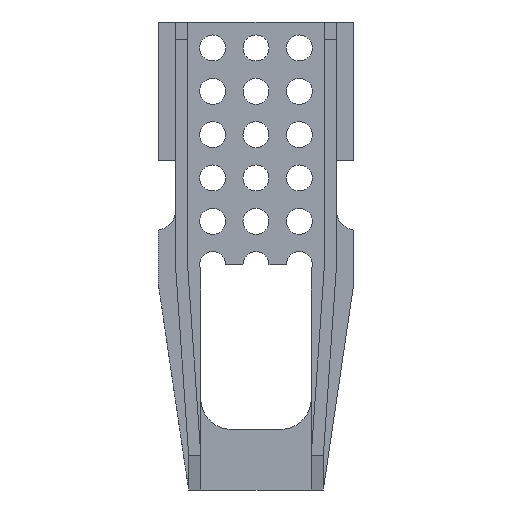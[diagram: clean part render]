
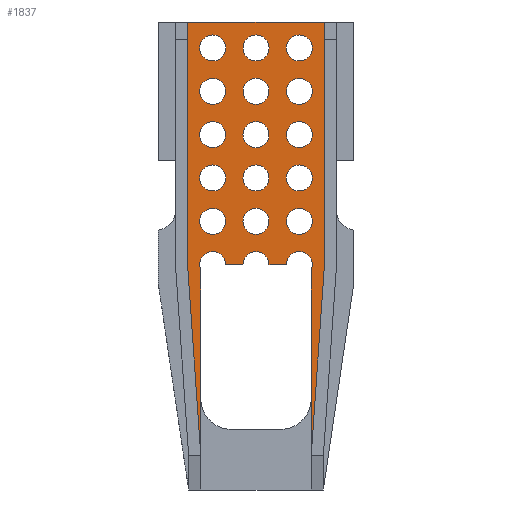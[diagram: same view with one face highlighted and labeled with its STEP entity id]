
A CAD part, front view. The second image highlights one B-rep face of the part: STEP entity #1837.
In plain terms, the highlighted planar face has unit normal (0, -1, 0).
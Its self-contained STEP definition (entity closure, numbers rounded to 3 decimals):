
#32=LINE('',#2683,#233);
#49=LINE('',#2719,#250);
#63=LINE('',#2749,#264);
#81=LINE('',#2790,#282);
#82=LINE('',#2794,#283);
#83=LINE('',#2795,#284);
#84=LINE('',#2796,#285);
#85=LINE('',#2798,#286);
#86=LINE('',#2801,#287);
#233=VECTOR('',#2173,10.);
#250=VECTOR('',#2204,10.);
#264=VECTOR('',#2226,10.);
#282=VECTOR('',#2260,10.);
#283=VECTOR('',#2263,10.);
#284=VECTOR('',#2264,10.);
#285=VECTOR('',#2265,10.);
#286=VECTOR('',#2266,10.);
#287=VECTOR('',#2269,10.);
#451=FACE_BOUND('',#623,.T.);
#452=FACE_BOUND('',#624,.T.);
#453=FACE_BOUND('',#625,.T.);
#454=FACE_BOUND('',#626,.T.);
#455=FACE_BOUND('',#627,.T.);
#456=FACE_BOUND('',#628,.T.);
#457=FACE_BOUND('',#629,.T.);
#458=FACE_BOUND('',#630,.T.);
#459=FACE_BOUND('',#631,.T.);
#460=FACE_BOUND('',#632,.T.);
#461=FACE_BOUND('',#633,.T.);
#462=FACE_BOUND('',#634,.T.);
#463=FACE_BOUND('',#635,.T.);
#464=FACE_BOUND('',#636,.T.);
#465=FACE_BOUND('',#637,.T.);
#519=FACE_OUTER_BOUND('',#622,.T.);
#622=EDGE_LOOP('',(#1340,#1341,#1342,#1343,#1344,#1345,#1346,#1347,#1348,
#1349,#1350,#1351));
#623=EDGE_LOOP('',(#1352));
#624=EDGE_LOOP('',(#1353));
#625=EDGE_LOOP('',(#1354));
#626=EDGE_LOOP('',(#1355));
#627=EDGE_LOOP('',(#1356));
#628=EDGE_LOOP('',(#1357));
#629=EDGE_LOOP('',(#1358));
#630=EDGE_LOOP('',(#1359));
#631=EDGE_LOOP('',(#1360));
#632=EDGE_LOOP('',(#1361));
#633=EDGE_LOOP('',(#1362));
#634=EDGE_LOOP('',(#1363));
#635=EDGE_LOOP('',(#1364));
#636=EDGE_LOOP('',(#1365));
#637=EDGE_LOOP('',(#1366));
#739=CIRCLE('',#1978,0.75);
#740=CIRCLE('',#1979,0.75);
#741=CIRCLE('',#1980,0.75);
#742=CIRCLE('',#1981,0.75);
#743=CIRCLE('',#1982,0.75);
#744=CIRCLE('',#1983,0.75);
#745=CIRCLE('',#1984,0.75);
#746=CIRCLE('',#1985,0.75);
#747=CIRCLE('',#1986,0.75);
#748=CIRCLE('',#1987,0.75);
#749=CIRCLE('',#1988,0.75);
#750=CIRCLE('',#1989,0.75);
#751=CIRCLE('',#1990,0.75);
#752=CIRCLE('',#1991,0.75);
#753=CIRCLE('',#1992,0.75);
#754=CIRCLE('',#1993,0.75);
#755=CIRCLE('',#1994,0.75);
#756=CIRCLE('',#1995,0.75);
#804=VERTEX_POINT('',#2680);
#805=VERTEX_POINT('',#2682);
#817=VERTEX_POINT('',#2718);
#828=VERTEX_POINT('',#2746);
#829=VERTEX_POINT('',#2748);
#842=VERTEX_POINT('',#2786);
#843=VERTEX_POINT('',#2787);
#844=VERTEX_POINT('',#2789);
#845=VERTEX_POINT('',#2791);
#846=VERTEX_POINT('',#2793);
#847=VERTEX_POINT('',#2797);
#848=VERTEX_POINT('',#2799);
#849=VERTEX_POINT('',#2802);
#850=VERTEX_POINT('',#2804);
#851=VERTEX_POINT('',#2806);
#852=VERTEX_POINT('',#2808);
#853=VERTEX_POINT('',#2810);
#854=VERTEX_POINT('',#2812);
#855=VERTEX_POINT('',#2814);
#856=VERTEX_POINT('',#2816);
#857=VERTEX_POINT('',#2818);
#858=VERTEX_POINT('',#2820);
#859=VERTEX_POINT('',#2822);
#860=VERTEX_POINT('',#2824);
#861=VERTEX_POINT('',#2826);
#862=VERTEX_POINT('',#2828);
#863=VERTEX_POINT('',#2830);
#984=EDGE_CURVE('',#805,#804,#32,.T.);
#1002=EDGE_CURVE('',#804,#817,#49,.T.);
#1016=EDGE_CURVE('',#828,#829,#63,.T.);
#1035=EDGE_CURVE('',#842,#843,#739,.T.);
#1036=EDGE_CURVE('',#844,#843,#81,.T.);
#1037=EDGE_CURVE('',#845,#844,#740,.T.);
#1038=EDGE_CURVE('',#846,#845,#82,.T.);
#1039=EDGE_CURVE('',#829,#846,#83,.T.);
#1040=EDGE_CURVE('',#828,#805,#84,.T.);
#1041=EDGE_CURVE('',#817,#847,#85,.T.);
#1042=EDGE_CURVE('',#847,#848,#741,.T.);
#1043=EDGE_CURVE('',#848,#842,#86,.T.);
#1044=EDGE_CURVE('',#849,#849,#742,.T.);
#1045=EDGE_CURVE('',#850,#850,#743,.T.);
#1046=EDGE_CURVE('',#851,#851,#744,.T.);
#1047=EDGE_CURVE('',#852,#852,#745,.T.);
#1048=EDGE_CURVE('',#853,#853,#746,.T.);
#1049=EDGE_CURVE('',#854,#854,#747,.T.);
#1050=EDGE_CURVE('',#855,#855,#748,.T.);
#1051=EDGE_CURVE('',#856,#856,#749,.T.);
#1052=EDGE_CURVE('',#857,#857,#750,.T.);
#1053=EDGE_CURVE('',#858,#858,#751,.T.);
#1054=EDGE_CURVE('',#859,#859,#752,.T.);
#1055=EDGE_CURVE('',#860,#860,#753,.T.);
#1056=EDGE_CURVE('',#861,#861,#754,.T.);
#1057=EDGE_CURVE('',#862,#862,#755,.T.);
#1058=EDGE_CURVE('',#863,#863,#756,.T.);
#1340=ORIENTED_EDGE('',*,*,#1035,.T.);
#1341=ORIENTED_EDGE('',*,*,#1036,.F.);
#1342=ORIENTED_EDGE('',*,*,#1037,.F.);
#1343=ORIENTED_EDGE('',*,*,#1038,.F.);
#1344=ORIENTED_EDGE('',*,*,#1039,.F.);
#1345=ORIENTED_EDGE('',*,*,#1016,.F.);
#1346=ORIENTED_EDGE('',*,*,#1040,.T.);
#1347=ORIENTED_EDGE('',*,*,#984,.T.);
#1348=ORIENTED_EDGE('',*,*,#1002,.T.);
#1349=ORIENTED_EDGE('',*,*,#1041,.T.);
#1350=ORIENTED_EDGE('',*,*,#1042,.T.);
#1351=ORIENTED_EDGE('',*,*,#1043,.T.);
#1352=ORIENTED_EDGE('',*,*,#1044,.T.);
#1353=ORIENTED_EDGE('',*,*,#1045,.T.);
#1354=ORIENTED_EDGE('',*,*,#1046,.T.);
#1355=ORIENTED_EDGE('',*,*,#1047,.T.);
#1356=ORIENTED_EDGE('',*,*,#1048,.T.);
#1357=ORIENTED_EDGE('',*,*,#1049,.T.);
#1358=ORIENTED_EDGE('',*,*,#1050,.T.);
#1359=ORIENTED_EDGE('',*,*,#1051,.T.);
#1360=ORIENTED_EDGE('',*,*,#1052,.T.);
#1361=ORIENTED_EDGE('',*,*,#1053,.F.);
#1362=ORIENTED_EDGE('',*,*,#1054,.F.);
#1363=ORIENTED_EDGE('',*,*,#1055,.F.);
#1364=ORIENTED_EDGE('',*,*,#1056,.F.);
#1365=ORIENTED_EDGE('',*,*,#1057,.F.);
#1366=ORIENTED_EDGE('',*,*,#1058,.T.);
#1760=PLANE('',#1977);
#1837=ADVANCED_FACE('',(#519,#451,#452,#453,#454,#455,#456,#457,#458,#459,
#460,#461,#462,#463,#464,#465),#1760,.F.);
#1977=AXIS2_PLACEMENT_3D('',#2785,#2256,#2257);
#1978=AXIS2_PLACEMENT_3D('',#2788,#2258,#2259);
#1979=AXIS2_PLACEMENT_3D('',#2792,#2261,#2262);
#1980=AXIS2_PLACEMENT_3D('',#2800,#2267,#2268);
#1981=AXIS2_PLACEMENT_3D('',#2803,#2270,#2271);
#1982=AXIS2_PLACEMENT_3D('',#2805,#2272,#2273);
#1983=AXIS2_PLACEMENT_3D('',#2807,#2274,#2275);
#1984=AXIS2_PLACEMENT_3D('',#2809,#2276,#2277);
#1985=AXIS2_PLACEMENT_3D('',#2811,#2278,#2279);
#1986=AXIS2_PLACEMENT_3D('',#2813,#2280,#2281);
#1987=AXIS2_PLACEMENT_3D('',#2815,#2282,#2283);
#1988=AXIS2_PLACEMENT_3D('',#2817,#2284,#2285);
#1989=AXIS2_PLACEMENT_3D('',#2819,#2286,#2287);
#1990=AXIS2_PLACEMENT_3D('',#2821,#2288,#2289);
#1991=AXIS2_PLACEMENT_3D('',#2823,#2290,#2291);
#1992=AXIS2_PLACEMENT_3D('',#2825,#2292,#2293);
#1993=AXIS2_PLACEMENT_3D('',#2827,#2294,#2295);
#1994=AXIS2_PLACEMENT_3D('',#2829,#2296,#2297);
#1995=AXIS2_PLACEMENT_3D('',#2831,#2298,#2299);
#2173=DIRECTION('',(0.,0.,-1.));
#2204=DIRECTION('',(0.069,0.,-0.998));
#2226=DIRECTION('',(0.,0.,-1.));
#2256=DIRECTION('center_axis',(0.,1.,0.));
#2257=DIRECTION('ref_axis',(0.,0.,1.));
#2258=DIRECTION('center_axis',(0.,1.,0.));
#2259=DIRECTION('ref_axis',(-1.,0.,0.));
#2260=DIRECTION('',(-1.,0.,0.));
#2261=DIRECTION('center_axis',(0.,-1.,0.));
#2262=DIRECTION('ref_axis',(1.,0.,0.));
#2263=DIRECTION('',(0.,0.,1.));
#2264=DIRECTION('',(-0.069,0.,-0.998));
#2265=DIRECTION('',(-1.,0.,0.));
#2266=DIRECTION('',(0.,0.,1.));
#2267=DIRECTION('center_axis',(0.,1.,0.));
#2268=DIRECTION('ref_axis',(-1.,0.,0.));
#2269=DIRECTION('',(1.,0.,0.));
#2270=DIRECTION('center_axis',(0.,1.,0.));
#2271=DIRECTION('ref_axis',(-1.,0.,0.));
#2272=DIRECTION('center_axis',(0.,1.,0.));
#2273=DIRECTION('ref_axis',(-1.,0.,0.));
#2274=DIRECTION('center_axis',(0.,1.,0.));
#2275=DIRECTION('ref_axis',(-1.,0.,0.));
#2276=DIRECTION('center_axis',(0.,1.,0.));
#2277=DIRECTION('ref_axis',(-1.,0.,0.));
#2278=DIRECTION('center_axis',(0.,1.,0.));
#2279=DIRECTION('ref_axis',(-1.,0.,0.));
#2280=DIRECTION('center_axis',(0.,1.,0.));
#2281=DIRECTION('ref_axis',(-1.,0.,0.));
#2282=DIRECTION('center_axis',(0.,1.,0.));
#2283=DIRECTION('ref_axis',(-1.,0.,0.));
#2284=DIRECTION('center_axis',(0.,1.,0.));
#2285=DIRECTION('ref_axis',(-1.,0.,0.));
#2286=DIRECTION('center_axis',(0.,1.,0.));
#2287=DIRECTION('ref_axis',(-1.,0.,0.));
#2288=DIRECTION('center_axis',(0.,-1.,0.));
#2289=DIRECTION('ref_axis',(1.,0.,0.));
#2290=DIRECTION('center_axis',(0.,-1.,0.));
#2291=DIRECTION('ref_axis',(1.,0.,0.));
#2292=DIRECTION('center_axis',(0.,-1.,0.));
#2293=DIRECTION('ref_axis',(1.,0.,0.));
#2294=DIRECTION('center_axis',(0.,-1.,0.));
#2295=DIRECTION('ref_axis',(1.,0.,0.));
#2296=DIRECTION('center_axis',(0.,-1.,0.));
#2297=DIRECTION('ref_axis',(1.,0.,0.));
#2298=DIRECTION('center_axis',(0.,1.,0.));
#2299=DIRECTION('ref_axis',(-1.,0.,0.));
#2680=CARTESIAN_POINT('',(-3.95,-0.35,-7.));
#2682=CARTESIAN_POINT('',(-3.95,-0.35,7.));
#2683=CARTESIAN_POINT('',(-3.95,-0.35,7.));
#2718=CARTESIAN_POINT('',(-3.185,-0.35,-18.));
#2719=CARTESIAN_POINT('',(-3.95,-0.35,-7.));
#2746=CARTESIAN_POINT('',(3.95,-0.35,7.));
#2748=CARTESIAN_POINT('',(3.95,-0.35,-7.));
#2749=CARTESIAN_POINT('',(3.95,-0.35,7.));
#2785=CARTESIAN_POINT('Origin',(1.975,-0.35,0.));
#2786=CARTESIAN_POINT('',(-0.75,-0.35,-7.));
#2787=CARTESIAN_POINT('',(0.75,-0.35,-7.));
#2788=CARTESIAN_POINT('Origin',(0.,-0.35,-7.));
#2789=CARTESIAN_POINT('',(1.75,-0.35,-7.));
#2790=CARTESIAN_POINT('',(3.95,-0.35,-7.));
#2791=CARTESIAN_POINT('',(3.185,-0.35,-7.305));
#2792=CARTESIAN_POINT('Origin',(2.5,-0.35,-7.));
#2793=CARTESIAN_POINT('',(3.185,-0.35,-18.));
#2794=CARTESIAN_POINT('',(3.185,-0.35,-18.));
#2795=CARTESIAN_POINT('',(3.95,-0.35,-7.));
#2796=CARTESIAN_POINT('',(0.,-0.35,7.));
#2797=CARTESIAN_POINT('',(-3.185,-0.35,-7.305));
#2798=CARTESIAN_POINT('',(-3.185,-0.35,-18.));
#2799=CARTESIAN_POINT('',(-1.75,-0.35,-7.));
#2800=CARTESIAN_POINT('Origin',(-2.5,-0.35,-7.));
#2801=CARTESIAN_POINT('',(-3.95,-0.35,-7.));
#2802=CARTESIAN_POINT('',(-0.75,-0.35,-4.5));
#2803=CARTESIAN_POINT('Origin',(0.,-0.35,-4.5));
#2804=CARTESIAN_POINT('',(-0.75,-0.35,-2.));
#2805=CARTESIAN_POINT('Origin',(0.,-0.35,-2.));
#2806=CARTESIAN_POINT('',(-0.75,-0.35,0.5));
#2807=CARTESIAN_POINT('Origin',(0.,-0.35,0.5));
#2808=CARTESIAN_POINT('',(-0.75,-0.35,3.));
#2809=CARTESIAN_POINT('Origin',(0.,-0.35,3.));
#2810=CARTESIAN_POINT('',(-1.75,-0.35,-4.5));
#2811=CARTESIAN_POINT('Origin',(-2.5,-0.35,-4.5));
#2812=CARTESIAN_POINT('',(-1.75,-0.35,-2.));
#2813=CARTESIAN_POINT('Origin',(-2.5,-0.35,-2.));
#2814=CARTESIAN_POINT('',(-1.75,-0.35,0.5));
#2815=CARTESIAN_POINT('Origin',(-2.5,-0.35,0.5));
#2816=CARTESIAN_POINT('',(-1.75,-0.35,3.));
#2817=CARTESIAN_POINT('Origin',(-2.5,-0.35,3.));
#2818=CARTESIAN_POINT('',(-1.75,-0.35,5.5));
#2819=CARTESIAN_POINT('Origin',(-2.5,-0.35,5.5));
#2820=CARTESIAN_POINT('',(1.75,-0.35,5.5));
#2821=CARTESIAN_POINT('Origin',(2.5,-0.35,5.5));
#2822=CARTESIAN_POINT('',(1.75,-0.35,3.));
#2823=CARTESIAN_POINT('Origin',(2.5,-0.35,3.));
#2824=CARTESIAN_POINT('',(1.75,-0.35,0.5));
#2825=CARTESIAN_POINT('Origin',(2.5,-0.35,0.5));
#2826=CARTESIAN_POINT('',(1.75,-0.35,-2.));
#2827=CARTESIAN_POINT('Origin',(2.5,-0.35,-2.));
#2828=CARTESIAN_POINT('',(1.75,-0.35,-4.5));
#2829=CARTESIAN_POINT('Origin',(2.5,-0.35,-4.5));
#2830=CARTESIAN_POINT('',(-0.75,-0.35,5.5));
#2831=CARTESIAN_POINT('Origin',(0.,-0.35,5.5));
